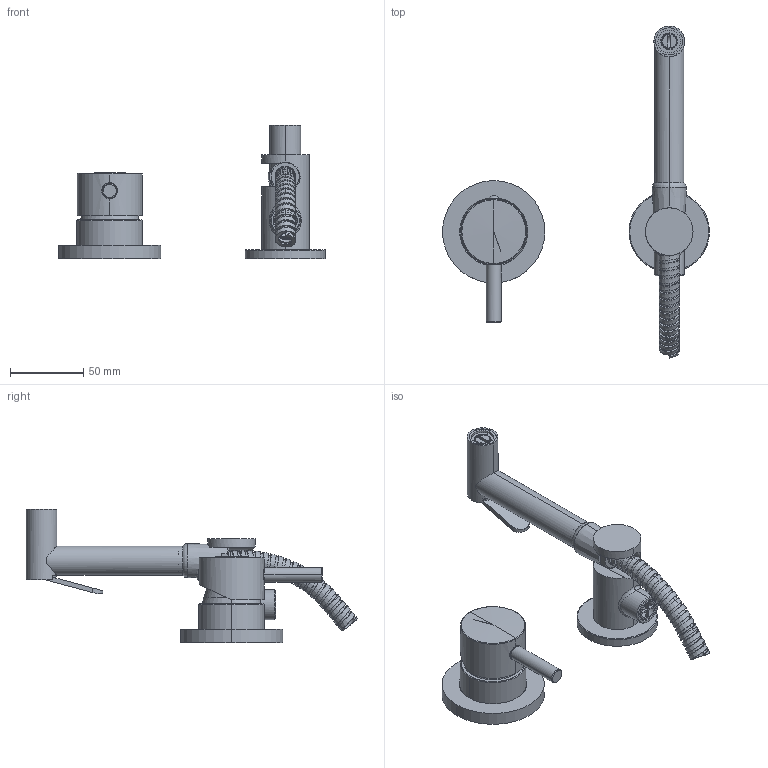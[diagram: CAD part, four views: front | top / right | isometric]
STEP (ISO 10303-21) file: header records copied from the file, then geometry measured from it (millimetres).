
FILE_DESCRIPTION((''),'2;1');
FILE_NAME('KITDUP110CR','2021-11-11T16:38:12',('ut3'),('PAFFONI SpA'),'CREO PARAMETRIC BY PTC INC, 2020044','CREO PARAMETRIC BY PTC INC, 2020044','');
FILE_SCHEMA(('CONFIG_CONTROL_DESIGN','SHAPE_APPEARANCE_LAYERS_GROUPS'));
Products named in the file (1): KITDUP110CR
Bounding box: 182.5 x 226.8 x 91 mm (x, y, z)
Volume: 130485.3 mm3; surface area: 103313.3 mm2
Topology: 4 solids, 6 shells, 1369 faces, 3626 edges, 2282 vertices
Faces by surface type: plane 659, cylinder 378, torus 124, bspline 100, cone 84, sphere 24
Entity records: 89021 total; most frequent: CARTESIAN_POINT 46069, ORIENTED_EDGE 7216, DIRECTION 6554, EDGE_CURVE 3608, AXIS2_PLACEMENT_3D 2358, VERTEX_POINT 2279, VECTOR 1838, LINE 1838
